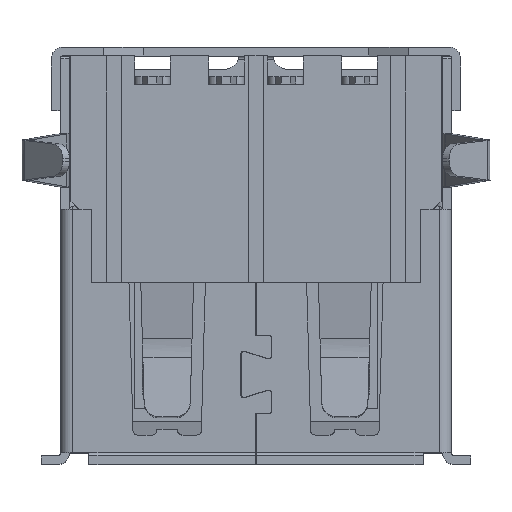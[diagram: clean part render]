
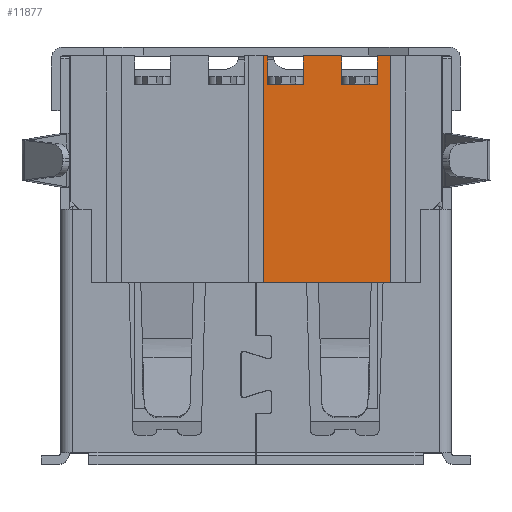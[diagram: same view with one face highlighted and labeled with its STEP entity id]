
A CAD part, top view. The second image highlights one B-rep face of the part: STEP entity #11877.
In plain terms, the highlighted planar face has unit normal (0, 0, 1).
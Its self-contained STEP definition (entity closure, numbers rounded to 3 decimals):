
#4399=EDGE_CURVE('',#5119,#4531,#13000,.T.);
#4531=VERTEX_POINT('',#13144);
#4613=EDGE_CURVE('',#9653,#11139,#13233,.T.);
#4639=VERTEX_POINT('',#13261);
#4737=VERTEX_POINT('',#13364);
#5119=VERTEX_POINT('',#13783);
#5457=EDGE_CURVE('',#12773,#10697,#14163,.T.);
#5487=VERTEX_POINT('',#14197);
#5725=VERTEX_POINT('',#14455);
#6213=EDGE_CURVE('',#5487,#5725,#14986,.T.);
#8135=VERTEX_POINT('',#17080);
#8805=EDGE_CURVE('',#11787,#4531,#17812,.T.);
#9653=VERTEX_POINT('',#18738);
#10003=EDGE_CURVE('',#5725,#9653,#19132,.T.);
#10517=EDGE_CURVE('',#10697,#11787,#19692,.T.);
#10697=VERTEX_POINT('',#19887);
#11041=EDGE_CURVE('',#4737,#12773,#20265,.T.);
#11139=VERTEX_POINT('',#20377);
#11279=EDGE_CURVE('',#8135,#4737,#20536,.T.);
#11787=VERTEX_POINT('',#21083);
#11877=ADVANCED_FACE('',(#21179),#21180,.F.);
#11915=EDGE_CURVE('',#11139,#8135,#21222,.T.);
#12099=EDGE_CURVE('',#4639,#5487,#21428,.T.);
#12295=EDGE_CURVE('',#4639,#5119,#21645,.T.);
#12773=VERTEX_POINT('',#22172);
#13000=LINE('',#22443,#22444);
#13144=CARTESIAN_POINT('',(0.25,6.75,3.56));
#13233=LINE('',#22776,#22777);
#13261=CARTESIAN_POINT('',(4.55,-0.9,3.56));
#13364=CARTESIAN_POINT('',(1.6,6.75,3.56));
#13783=CARTESIAN_POINT('',(0.25,-0.9,3.56));
#14163=LINE('',#24197,#24198);
#14197=CARTESIAN_POINT('',(4.55,6.75,3.56));
#14455=CARTESIAN_POINT('',(4.1,6.75,3.56));
#14986=LINE('',#25509,#25510);
#17080=CARTESIAN_POINT('',(2.9,6.75,3.56));
#17812=LINE('',#29876,#29877);
#18738=CARTESIAN_POINT('',(4.1,5.795,3.56));
#19132=LINE('',#31914,#31915);
#19692=LINE('',#32841,#32842);
#19887=CARTESIAN_POINT('',(0.4,5.795,3.56));
#20265=LINE('',#33697,#33698);
#20377=CARTESIAN_POINT('',(2.9,5.795,3.56));
#20536=LINE('',#34099,#34100);
#21083=CARTESIAN_POINT('',(0.4,6.75,3.56));
#21179=FACE_OUTER_BOUND('',#35098,.T.);
#21180=PLANE('',#35099);
#21222=LINE('',#35168,#35169);
#21428=LINE('',#35496,#35497);
#21645=LINE('',#35828,#35829);
#22172=CARTESIAN_POINT('',(1.6,5.795,3.56));
#22443=CARTESIAN_POINT('',(0.25,-9.364,3.56));
#22444=VECTOR('',#36935,1000.0);
#22776=CARTESIAN_POINT('',(4.55,5.795,3.56));
#22777=VECTOR('',#37158,1000.0);
#24197=CARTESIAN_POINT('',(4.55,5.795,3.56));
#24198=VECTOR('',#38215,1000.0);
#25509=CARTESIAN_POINT('',(4.55,6.75,3.56));
#25510=VECTOR('',#39123,1000.0);
#29876=CARTESIAN_POINT('',(4.55,6.75,3.56));
#29877=VECTOR('',#41993,1000.0);
#31914=CARTESIAN_POINT('',(4.1,-9.364,3.56));
#31915=VECTOR('',#43531,1000.0);
#32841=CARTESIAN_POINT('',(0.4,-9.364,3.56));
#32842=VECTOR('',#44096,1000.0);
#33697=CARTESIAN_POINT('',(1.6,-9.364,3.56));
#33698=VECTOR('',#44700,1000.0);
#34099=CARTESIAN_POINT('',(4.55,6.75,3.56));
#34100=VECTOR('',#45075,1000.0);
#35098=EDGE_LOOP('',(#45685,#45686,#45687,#45688,#45689,#45690,#45691,#45692,#45693,#45694,#45695,#45696));
#35099=AXIS2_PLACEMENT_3D('',#45697,#45698,#45699);
#35168=CARTESIAN_POINT('',(2.9,-9.364,3.56));
#35169=VECTOR('',#45757,1000.0);
#35496=CARTESIAN_POINT('',(4.55,-9.364,3.56));
#35497=VECTOR('',#46029,1000.0);
#35828=CARTESIAN_POINT('',(6.25,-0.9,3.56));
#35829=VECTOR('',#46299,1000.0);
#36935=DIRECTION('',(0.0,1.0,0.0));
#37158=DIRECTION('',(-1.0,0.,0.0));
#38215=DIRECTION('',(-1.0,0.,0.0));
#39123=DIRECTION('',(-1.0,0.0,0.0));
#41993=DIRECTION('',(-1.0,0.0,0.0));
#43531=DIRECTION('',(0.0,-1.0,0.0));
#44096=DIRECTION('',(0.,1.0,0.0));
#44700=DIRECTION('',(0.,-1.0,0.0));
#45075=DIRECTION('',(-1.0,0.0,0.0));
#45685=ORIENTED_EDGE('',*,*,#11279,.T.);
#45686=ORIENTED_EDGE('',*,*,#11041,.T.);
#45687=ORIENTED_EDGE('',*,*,#5457,.T.);
#45688=ORIENTED_EDGE('',*,*,#10517,.T.);
#45689=ORIENTED_EDGE('',*,*,#8805,.T.);
#45690=ORIENTED_EDGE('',*,*,#4399,.F.);
#45691=ORIENTED_EDGE('',*,*,#12295,.F.);
#45692=ORIENTED_EDGE('',*,*,#12099,.T.);
#45693=ORIENTED_EDGE('',*,*,#6213,.T.);
#45694=ORIENTED_EDGE('',*,*,#10003,.T.);
#45695=ORIENTED_EDGE('',*,*,#4613,.T.);
#45696=ORIENTED_EDGE('',*,*,#11915,.T.);
#45697=CARTESIAN_POINT('',(4.55,-9.364,3.56));
#45698=DIRECTION('',(0.0,0.0,-1.0));
#45699=DIRECTION('',(0.0,-1.0,0.0));
#45757=DIRECTION('',(0.0,1.0,0.0));
#46029=DIRECTION('',(0.0,1.0,0.0));
#46299=DIRECTION('',(-1.0,0.0,0.0));
